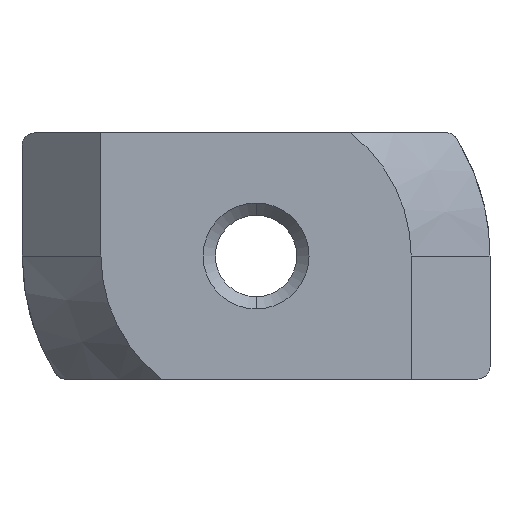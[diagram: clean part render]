
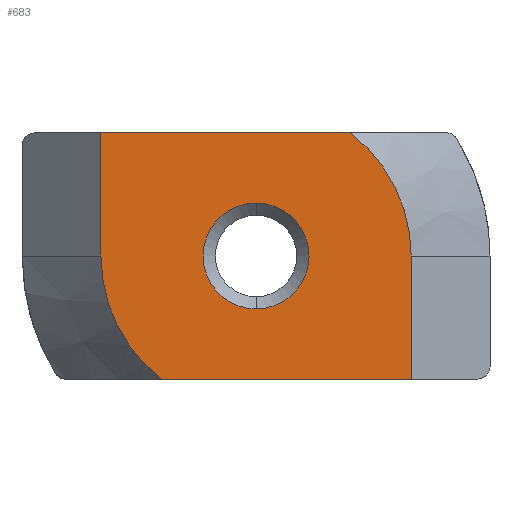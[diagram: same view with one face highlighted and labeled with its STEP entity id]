
A CAD part, front view. The second image highlights one B-rep face of the part: STEP entity #683.
In plain terms, the highlighted planar face has unit normal (0, -1, 0).
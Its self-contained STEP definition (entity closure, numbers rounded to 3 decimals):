
#43 = VERTEX_POINT ( 'NONE', #1503 ) ;
#136 = VECTOR ( 'NONE', #2379, 1000. ) ;
#163 = EDGE_CURVE ( 'NONE', #2200, #1394, #1709, .T. ) ;
#178 = DIRECTION ( 'NONE',  ( 0., 0., 1. ) ) ;
#195 = CARTESIAN_POINT ( 'NONE',  ( -6.3, -4.35, 5. ) ) ;
#200 = CARTESIAN_POINT ( 'NONE',  ( 6.3, -4.35, -5. ) ) ;
#261 = DIRECTION ( 'NONE',  ( 0., -1., 0. ) ) ;
#324 = EDGE_CURVE ( 'NONE', #908, #1741, #2423, .T. ) ;
#359 = ORIENTED_EDGE ( 'NONE', *, *, #1743, .F. ) ;
#392 = DIRECTION ( 'NONE',  ( 0., 0., 1. ) ) ;
#437 = LINE ( 'NONE', #1215, #136 ) ;
#478 = CARTESIAN_POINT ( 'NONE',  ( -6.3, -4.35, 0. ) ) ;
#498 = PLANE ( 'NONE',  #2101 ) ;
#569 = VECTOR ( 'NONE', #851, 1000. ) ;
#574 = CARTESIAN_POINT ( 'NONE',  ( -3.833, -4.35, -5. ) ) ;
#634 = EDGE_LOOP ( 'NONE', ( #1019, #1135 ) ) ;
#638 = CARTESIAN_POINT ( 'NONE',  ( 0., -4.35, 0. ) ) ;
#657 = AXIS2_PLACEMENT_3D ( 'NONE', #638, #1425, #1034 ) ;
#683 = ADVANCED_FACE ( 'NONE', ( #1382, #1701 ), #498, .F. ) ;
#851 = DIRECTION ( 'NONE',  ( 0., 0., -1. ) ) ;
#889 = DIRECTION ( 'NONE',  ( 0., 0., 1. ) ) ;
#891 = ORIENTED_EDGE ( 'NONE', *, *, #163, .T. ) ;
#908 = VERTEX_POINT ( 'NONE', #2246 ) ;
#972 = CARTESIAN_POINT ( 'NONE',  ( -6.3, -4.35, 5. ) ) ;
#1019 = ORIENTED_EDGE ( 'NONE', *, *, #1554, .T. ) ;
#1034 = DIRECTION ( 'NONE',  ( 0., 0., 1. ) ) ;
#1046 = VERTEX_POINT ( 'NONE', #1139 ) ;
#1064 = CARTESIAN_POINT ( 'NONE',  ( 6.3, -4.35, 5. ) ) ;
#1135 = ORIENTED_EDGE ( 'NONE', *, *, #2125, .T. ) ;
#1139 = CARTESIAN_POINT ( 'NONE',  ( 0., -4.35, -2.15 ) ) ;
#1189 = EDGE_CURVE ( 'NONE', #1573, #1741, #437, .T. ) ;
#1199 = VECTOR ( 'NONE', #2131, 1000. ) ;
#1215 = CARTESIAN_POINT ( 'NONE',  ( 6.3, -4.35, -5. ) ) ;
#1216 = ORIENTED_EDGE ( 'NONE', *, *, #324, .F. ) ;
#1277 = CIRCLE ( 'NONE', #2508, 2.15 ) ;
#1324 = CARTESIAN_POINT ( 'NONE',  ( 0., -4.35, 0. ) ) ;
#1348 = EDGE_CURVE ( 'NONE', #1394, #1573, #2254, .T. ) ;
#1371 = EDGE_CURVE ( 'NONE', #2200, #43, #1568, .T. ) ;
#1382 = FACE_BOUND ( 'NONE', #634, .T. ) ;
#1394 = VERTEX_POINT ( 'NONE', #478 ) ;
#1425 = DIRECTION ( 'NONE',  ( 0., 1., 0. ) ) ;
#1503 = CARTESIAN_POINT ( 'NONE',  ( 3.833, -4.35, 5. ) ) ;
#1554 = EDGE_CURVE ( 'NONE', #1046, #1776, #1898, .T. ) ;
#1568 = LINE ( 'NONE', #1064, #2348 ) ;
#1570 = CARTESIAN_POINT ( 'NONE',  ( 0., -4.35, 0. ) ) ;
#1573 = VERTEX_POINT ( 'NONE', #574 ) ;
#1700 = CARTESIAN_POINT ( 'NONE',  ( 0., -4.35, 0. ) ) ;
#1701 = FACE_OUTER_BOUND ( 'NONE', #2620, .T. ) ;
#1709 = LINE ( 'NONE', #195, #569 ) ;
#1721 = ORIENTED_EDGE ( 'NONE', *, *, #1189, .T. ) ;
#1733 = CARTESIAN_POINT ( 'NONE',  ( 6.3, -4.35, 5. ) ) ;
#1734 = AXIS2_PLACEMENT_3D ( 'NONE', #1324, #2398, #178 ) ;
#1741 = VERTEX_POINT ( 'NONE', #200 ) ;
#1743 = EDGE_CURVE ( 'NONE', #43, #908, #2546, .T. ) ;
#1776 = VERTEX_POINT ( 'NONE', #2199 ) ;
#1836 = ORIENTED_EDGE ( 'NONE', *, *, #1348, .T. ) ;
#1880 = AXIS2_PLACEMENT_3D ( 'NONE', #1700, #261, #889 ) ;
#1887 = DIRECTION ( 'NONE',  ( 1., 0., 0. ) ) ;
#1898 = CIRCLE ( 'NONE', #1734, 2.15 ) ;
#2101 = AXIS2_PLACEMENT_3D ( 'NONE', #2305, #2564, #2543 ) ;
#2125 = EDGE_CURVE ( 'NONE', #1776, #1046, #1277, .T. ) ;
#2131 = DIRECTION ( 'NONE',  ( 0., 0., -1. ) ) ;
#2199 = CARTESIAN_POINT ( 'NONE',  ( 0., -4.35, 2.15 ) ) ;
#2200 = VERTEX_POINT ( 'NONE', #972 ) ;
#2246 = CARTESIAN_POINT ( 'NONE',  ( 6.3, -4.35, 0. ) ) ;
#2254 = CIRCLE ( 'NONE', #1880, 6.3 ) ;
#2305 = CARTESIAN_POINT ( 'NONE',  ( 6.3, -4.35, 5. ) ) ;
#2348 = VECTOR ( 'NONE', #1887, 1000. ) ;
#2379 = DIRECTION ( 'NONE',  ( 1., 0., 0. ) ) ;
#2380 = DIRECTION ( 'NONE',  ( 0., 1., 0. ) ) ;
#2398 = DIRECTION ( 'NONE',  ( 0., 1., 0. ) ) ;
#2423 = LINE ( 'NONE', #1733, #1199 ) ;
#2508 = AXIS2_PLACEMENT_3D ( 'NONE', #1570, #2380, #392 ) ;
#2543 = DIRECTION ( 'NONE',  ( 0., 0., 1. ) ) ;
#2546 = CIRCLE ( 'NONE', #657, 6.3 ) ;
#2564 = DIRECTION ( 'NONE',  ( 0., 1., 0. ) ) ;
#2620 = EDGE_LOOP ( 'NONE', ( #891, #1836, #1721, #1216, #359, #2634 ) ) ;
#2634 = ORIENTED_EDGE ( 'NONE', *, *, #1371, .F. ) ;
